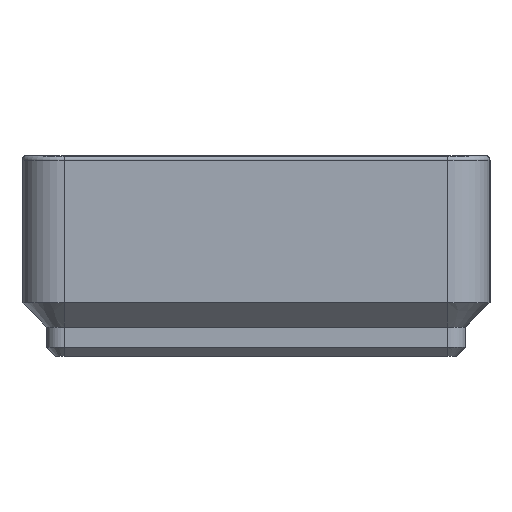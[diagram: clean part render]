
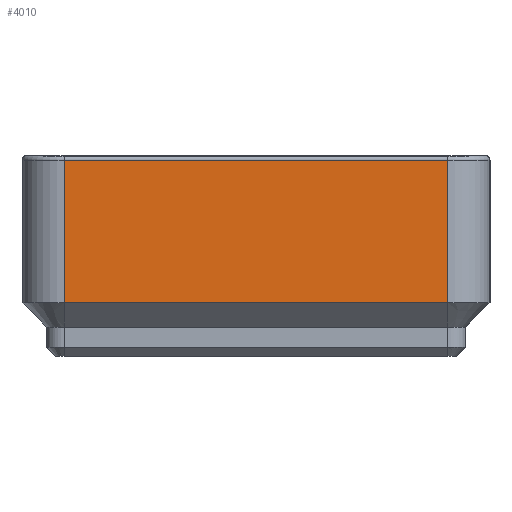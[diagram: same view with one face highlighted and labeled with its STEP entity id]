
A CAD part, left-side view. The second image highlights one B-rep face of the part: STEP entity #4010.
In plain terms, the highlighted planar face has unit normal (-1, 0, 0).
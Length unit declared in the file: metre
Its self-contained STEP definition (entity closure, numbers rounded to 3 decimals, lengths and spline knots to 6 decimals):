
#1348=ORIENTED_EDGE('',*,*,#1958,.F.);
#1349=ORIENTED_EDGE('',*,*,#1953,.F.);
#1350=ORIENTED_EDGE('',*,*,#1959,.F.);
#1351=ORIENTED_EDGE('',*,*,#1960,.F.);
#1953=EDGE_CURVE('',#2307,#2308,#2655,.F.);
#1958=EDGE_CURVE('',#2308,#2309,#2659,.F.);
#1959=EDGE_CURVE('',#2310,#2307,#2660,.T.);
#1960=EDGE_CURVE('',#2309,#2310,#2661,.F.);
#2307=VERTEX_POINT('',#6859);
#2308=VERTEX_POINT('',#6865);
#2309=VERTEX_POINT('',#6875);
#2310=VERTEX_POINT('',#6877);
#2655=LINE('',#6864,#3012);
#2659=LINE('',#6874,#3016);
#2660=LINE('',#6876,#3017);
#2661=LINE('',#6878,#3018);
#3012=VECTOR('',#5654,1.);
#3016=VECTOR('',#5668,1.);
#3017=VECTOR('',#5669,1.);
#3018=VECTOR('',#5670,1.);
#3303=EDGE_LOOP('',(#1348,#1349,#1350,#1351));
#3594=FACE_BOUND('',#3303,.T.);
#3765=PLANE('',#4459);
#4010=ADVANCED_FACE('',(#3594),#3765,.F.);
#4459=AXIS2_PLACEMENT_3D('',#6873,#5666,#5667);
#5654=DIRECTION('',(0.,-1.,0.));
#5666=DIRECTION('',(1.,0.,0.));
#5667=DIRECTION('',(0.,-1.,0.));
#5668=DIRECTION('',(0.,0.,-1.));
#5669=DIRECTION('',(0.,0.,-1.));
#5670=DIRECTION('',(0.,1.,0.));
#6859=CARTESIAN_POINT('',(0.00025,0.004,0.00475));
#6864=CARTESIAN_POINT('',(0.00025,0.021,0.00475));
#6865=CARTESIAN_POINT('',(0.00025,0.038,0.00475));
#6873=CARTESIAN_POINT('',(0.00025,0.021,0.0072));
#6874=CARTESIAN_POINT('',(0.00025,0.038,0.0072));
#6875=CARTESIAN_POINT('',(0.00025,0.038,0.0174));
#6876=CARTESIAN_POINT('',(0.00025,0.004,0.0072));
#6877=CARTESIAN_POINT('',(0.00025,0.004,0.0174));
#6878=CARTESIAN_POINT('',(0.00025,0.004,0.0174));
